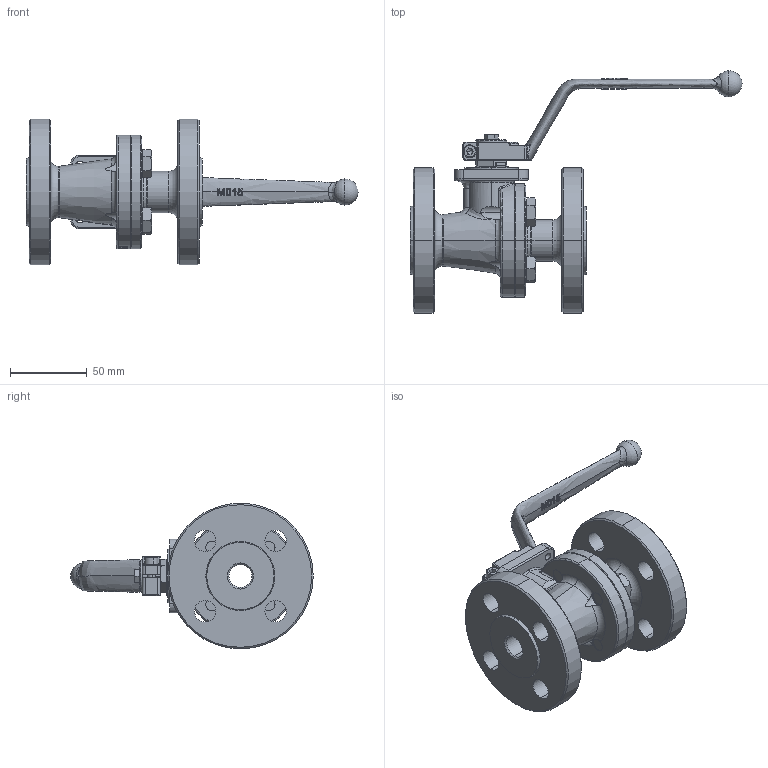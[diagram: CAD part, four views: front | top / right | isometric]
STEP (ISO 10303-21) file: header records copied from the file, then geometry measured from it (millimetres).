
FILE_DESCRIPTION (( 'STEP AP203' ), '1' );
FILE_NAME ('Fig.540 DN-015 TYPE B + WRENCH.STEP', '2021-03-08T13:17:39', ( '' ), ( '' ), 'SwSTEP 2.0', 'SolidWorks 2020', '' );
FILE_SCHEMA (( 'CONFIG_CONTROL_DESIGN' ));
Length unit declared in the file: millimetre
Products named in the file (1): Fig.540 DN-015 TYPE B + WRENCH
Bounding box: 216.5 x 158.1 x 95 mm (x, y, z)
Volume: 348827.9 mm3; surface area: 103248.9 mm2
Topology: 19 solids, 19 shells, 884 faces, 2167 edges, 1334 vertices
Faces by surface type: plane 290, cylinder 223, cone 161, bspline 132, torus 66, sphere 12
Entity records: 43293 total; most frequent: CARTESIAN_POINT 23340, ORIENTED_EDGE 4284, DIRECTION 3915, EDGE_CURVE 2142, AXIS2_PLACEMENT_3D 1577, VERTEX_POINT 1331, EDGE_LOOP 985, FACE_OUTER_BOUND 884
